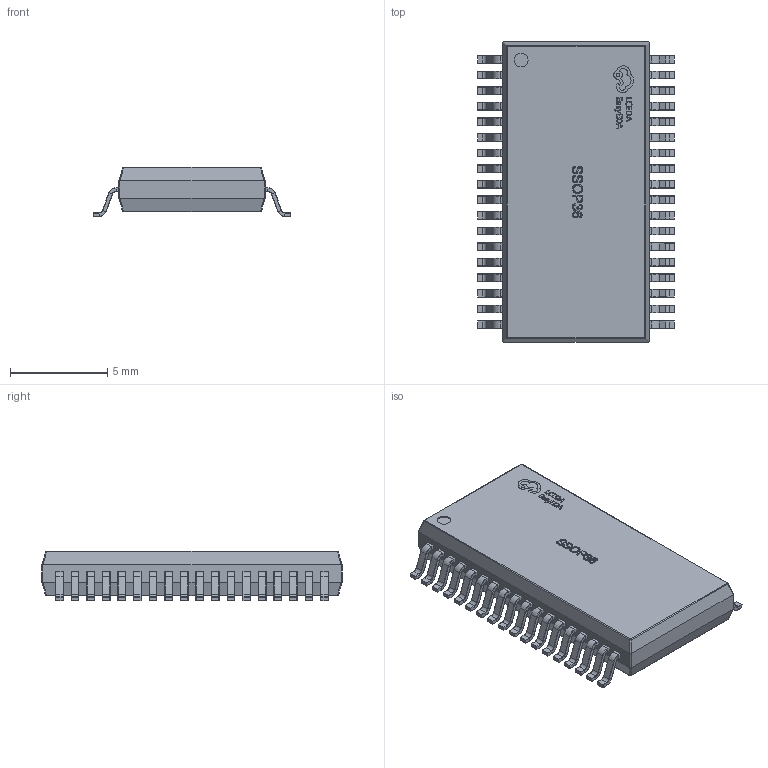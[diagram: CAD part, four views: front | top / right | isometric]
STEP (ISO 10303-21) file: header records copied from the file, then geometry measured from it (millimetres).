
FILE_DESCRIPTION (( 'STEP AP214' ), '1' );
FILE_NAME ('SSOP-36_L15.4-W7.5-H2.3-LS10.3-P0.80.step', '2022-07-26T10:33:02', ( '' ), ( '' ), 'SwSTEP 2.0', 'SolidWorks 2020', '' );
FILE_SCHEMA (( 'AUTOMOTIVE_DESIGN' ));
Length unit declared in the file: millimetre
Products named in the file (1): SSOP-36_L15.4-W7.5-H2.3-LS10.3-P0.80
Bounding box: 10.11 x 15.4 x 2.55 mm (x, y, z)
Volume: 265.3 mm3; surface area: 414.7 mm2
Topology: 50 solids, 50 shells, 2320 faces, 5073 edges, 2798 vertices
Faces by surface type: plane 874, cylinder 778, torus 288, bspline 192, sphere 188
Entity records: 91852 total; most frequent: CARTESIAN_POINT 16616, DIRECTION 10639, ORIENTED_EDGE 9858, EDGE_CURVE 4929, AXIS2_PLACEMENT_3D 3993, VERTEX_POINT 2726, LINE 2653, VECTOR 2653
